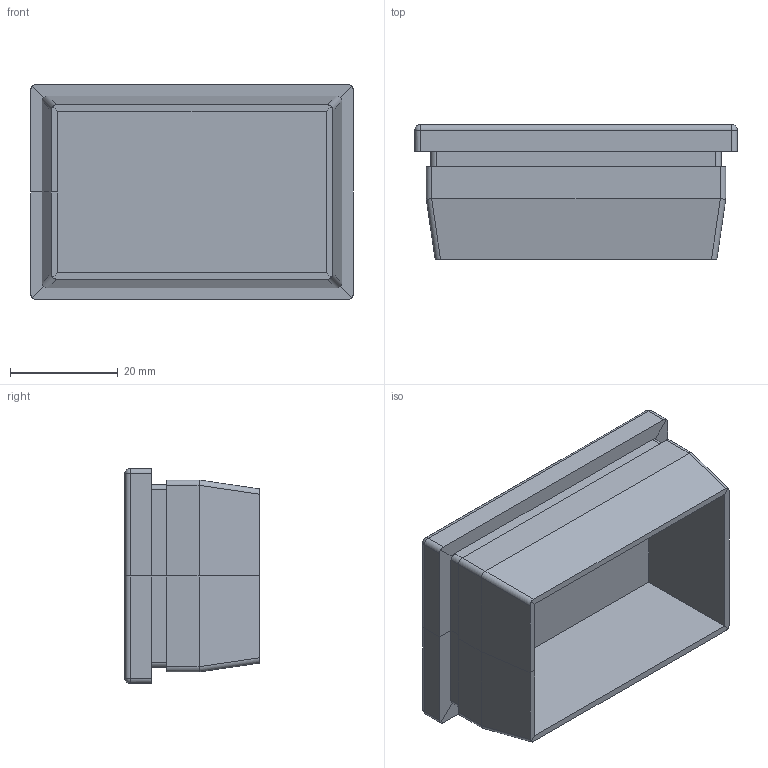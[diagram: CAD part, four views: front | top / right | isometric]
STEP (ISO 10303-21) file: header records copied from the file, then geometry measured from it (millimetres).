
FILE_DESCRIPTION (( 'STEP AP203' ), '1' );
FILE_NAME ('3D_GV1752_60x40x2_188711860.STEP', '2024-10-19T07:06:57', ( '' ), ( '' ), 'SwSTEP 2.0', 'SolidWorks 2024', '' );
FILE_SCHEMA (( 'CONFIG_CONTROL_DESIGN' ));
Length unit declared in the file: millimetre
Products named in the file (1): 3D_GV1752_60x40x2_188711860
Bounding box: 60 x 25 x 40 mm (x, y, z)
Volume: 19632.5 mm3; surface area: 12469.2 mm2
Topology: 1 solids, 1 shells, 67 faces, 175 edges, 106 vertices
Faces by surface type: plane 42, cylinder 21, sphere 4
Entity records: 2075 total; most frequent: CARTESIAN_POINT 405, ORIENTED_EDGE 342, DIRECTION 332, EDGE_CURVE 171, AXIS2_PLACEMENT_3D 113, VECTOR 106, VERTEX_POINT 106, LINE 106
